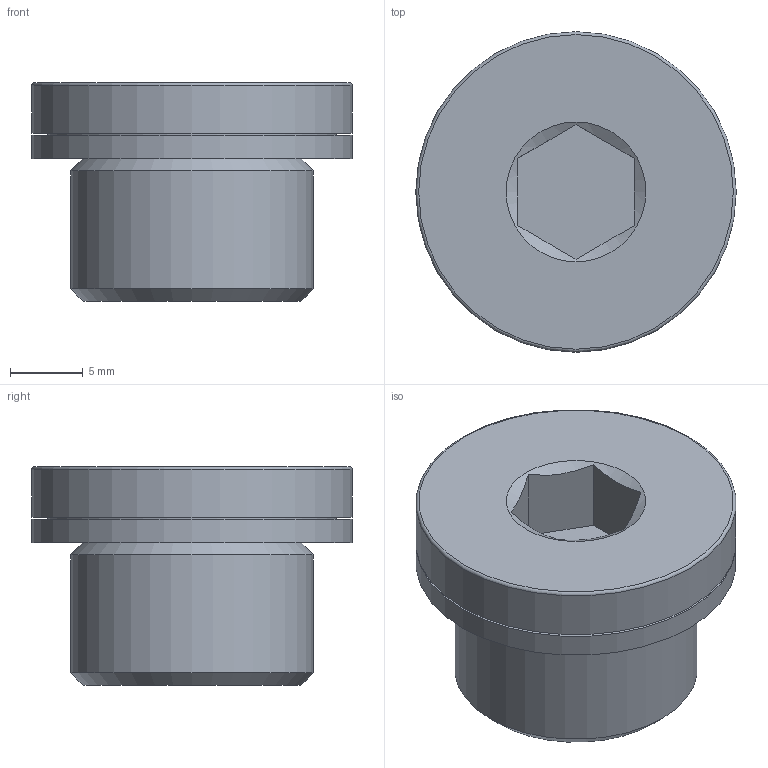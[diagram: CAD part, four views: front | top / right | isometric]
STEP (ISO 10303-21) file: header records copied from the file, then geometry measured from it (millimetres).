
FILE_DESCRIPTION(/* description */ ('STEP AP214'),/* implementation_level */ '2;1');
FILE_NAME(/* name */ '3570_B-3_8',/* time_stamp */ '2024-07-24T03:25:25+02:00',/* author */ ('License CC BY-ND 4.0'),/* organization */ ('CADENAS'),/* preprocessor_version */ 'ST-DEVELOPER v19.3',/* originating_system */ 'PARTsolutions',/* authorisation */ ' ');
FILE_SCHEMA (('AUTOMOTIVE_DESIGN {1 0 10303 214 3 1 1}'));
Length unit declared in the file: millimetre
Products named in the file (1): 3570 B-3/8
Bounding box: 22 x 22 x 15 mm (x, y, z)
Volume: 3773.7 mm3; surface area: 1938.1 mm2
Topology: 1 solids, 1 shells, 20 faces, 39 edges, 25 vertices
Faces by surface type: plane 12, cylinder 4, cone 3, torus 1
Full cylindrical faces by diameter (mm): 16.662 x1, 19.8 x1, 22 x2
Entity records: 504 total; most frequent: CARTESIAN_POINT 99, DIRECTION 78, ORIENTED_EDGE 60, AXIS2_PLACEMENT_3D 33, EDGE_LOOP 32, FACE_BOUND 32, EDGE_CURVE 30, VERTEX_POINT 24
